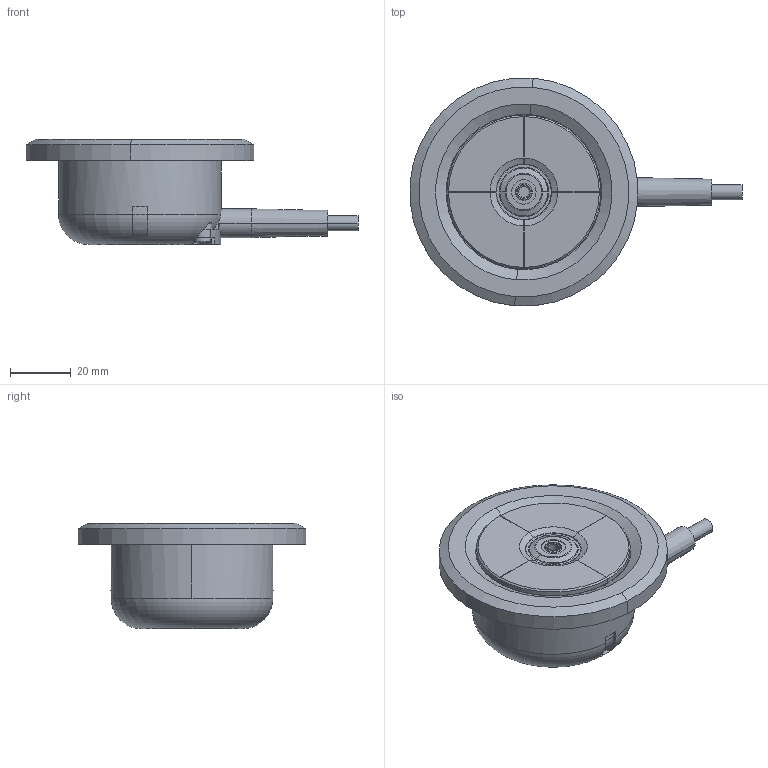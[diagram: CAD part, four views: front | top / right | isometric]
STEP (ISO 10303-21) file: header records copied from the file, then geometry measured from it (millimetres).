
FILE_DESCRIPTION (( 'STEP AP203' ), '1' );
FILE_NAME ('4+1.STEP', '2013-05-07T11:31:38', ( 'admin' ), ( 'Hewlett-Packard Company' ), 'SwSTEP 2.0', 'SolidWorks 2012', '' );
FILE_SCHEMA (( 'CONFIG_CONTROL_DESIGN' ));
Length unit declared in the file: millimetre
Products named in the file (1): 4+1
Bounding box: 108.98 x 74.75 x 34.5 mm (x, y, z)
Volume: 90410.4 mm3; surface area: 16430.9 mm2
Topology: 1 solids, 1 shells, 155 faces, 385 edges, 250 vertices
Faces by surface type: plane 73, cylinder 51, cone 16, torus 11, sphere 4
Entity records: 5003 total; most frequent: CARTESIAN_POINT 1146, DIRECTION 834, ORIENTED_EDGE 770, EDGE_CURVE 385, AXIS2_PLACEMENT_3D 338, VERTEX_POINT 250, CIRCLE 182, EDGE_LOOP 173
